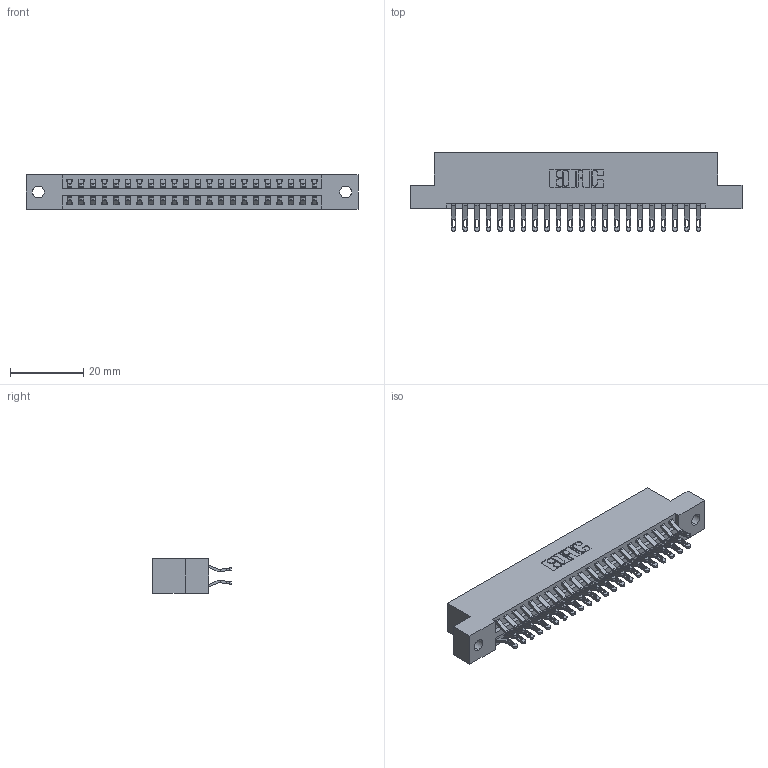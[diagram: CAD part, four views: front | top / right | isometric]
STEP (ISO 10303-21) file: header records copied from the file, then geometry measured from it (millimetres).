
FILE_DESCRIPTION (( 'STEP AP203' ), '1' );
FILE_NAME ('346-044-555-202.STEP', '2022-05-20T07:34:28', ( '' ), ( '' ), 'SwSTEP 2.0', 'SolidWorks 2020', '' );
FILE_SCHEMA (( 'CONFIG_CONTROL_DESIGN' ));
Length unit declared in the file: inch
Products named in the file (3): 346 Part_Flush Mounting Lugs - 0.128 Dia; 345-292-001_555 Tail; 346-044-555-202
Assembly tree (45 placements, depth 2):
  346-044-555-202
    346 Part_Flush Mounting Lugs - 0.128 Dia
    345-292-001_555 Tail  x44
Bounding box: 90.42 x 21.46 x 9.4 mm (x, y, z)
Volume: 8753.1 mm3; surface area: 11903 mm2
Topology: 45 solids, 45 shells, 2674 faces, 8381 edges, 5586 vertices
Faces by surface type: plane 1528, cylinder 1146
Entity records: 17379 total; most frequent: CARTESIAN_POINT 2926, ORIENTED_EDGE 2830, DIRECTION 2599, EDGE_CURVE 1415, VECTOR 1175, LINE 1175, VERTEX_POINT 942, AXIS2_PLACEMENT_3D 712
